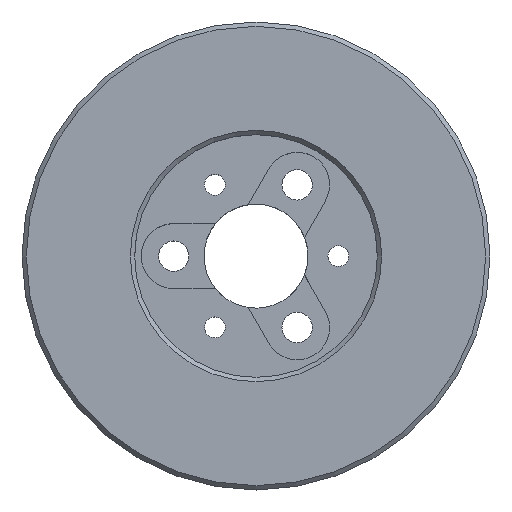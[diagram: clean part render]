
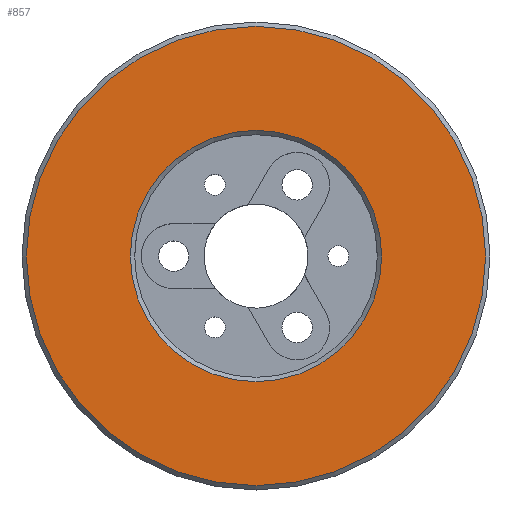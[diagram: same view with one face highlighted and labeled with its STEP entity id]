
A CAD part, top view. The second image highlights one B-rep face of the part: STEP entity #857.
In plain terms, the highlighted planar face has unit normal (0, 0, 1).
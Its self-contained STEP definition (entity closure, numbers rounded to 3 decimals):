
#85=FACE_BOUND('',#1738,.T.);
#86=FACE_BOUND('',#1739,.T.);
#857=ADVANCED_FACE('',(#85,#86),#947,.T.);
#947=PLANE('',#9243);
#1738=EDGE_LOOP('',(#4428));
#1739=EDGE_LOOP('',(#4429));
#2587=CIRCLE('',#9241,14.5);
#2588=CIRCLE('',#9242,26.5);
#4428=ORIENTED_EDGE('',*,*,#7099,.T.);
#4429=ORIENTED_EDGE('',*,*,#7100,.T.);
#5919=VERTEX_POINT('',#14537);
#5920=VERTEX_POINT('',#14539);
#7099=EDGE_CURVE('',#5919,#5919,#2587,.T.);
#7100=EDGE_CURVE('',#5920,#5920,#2588,.T.);
#9241=AXIS2_PLACEMENT_3D('',#14536,#11935,#11936);
#9242=AXIS2_PLACEMENT_3D('',#14538,#11937,#11938);
#9243=AXIS2_PLACEMENT_3D('',#14540,#11939,#11940);
#11935=DIRECTION('',(0.,0.,-1.));
#11936=DIRECTION('',(1.,0.,0.));
#11937=DIRECTION('',(0.,0.,1.));
#11938=DIRECTION('',(1.,0.,0.));
#11939=DIRECTION('',(0.,0.,1.));
#11940=DIRECTION('',(1.,0.,0.));
#14536=CARTESIAN_POINT('',(0.,0.,8.));
#14537=CARTESIAN_POINT('',(14.5,0.,8.));
#14538=CARTESIAN_POINT('',(0.,0.,8.));
#14539=CARTESIAN_POINT('',(26.5,0.,8.));
#14540=CARTESIAN_POINT('',(-27.,0.,8.));
